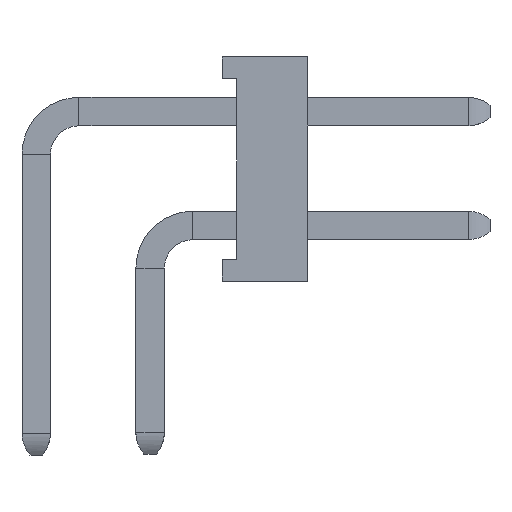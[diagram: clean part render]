
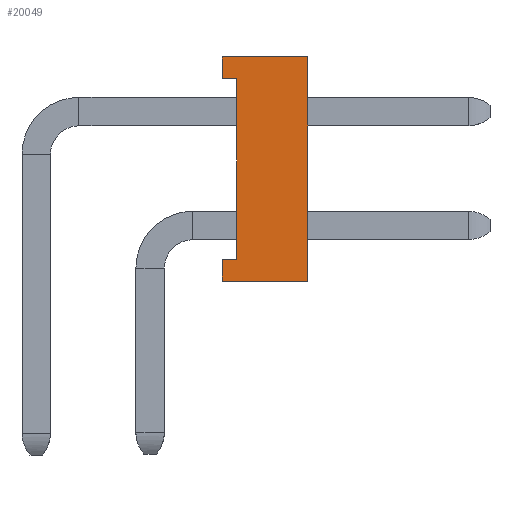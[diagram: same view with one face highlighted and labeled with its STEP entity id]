
A CAD part, front view. The second image highlights one B-rep face of the part: STEP entity #20049.
In plain terms, the highlighted face is planar.
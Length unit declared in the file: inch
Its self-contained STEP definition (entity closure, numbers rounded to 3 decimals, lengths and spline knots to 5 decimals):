
#2208=DIRECTION('',(0.,0.,-1.));
#2209=VECTOR('',#2208,0.125);
#2210=CARTESIAN_POINT('',(-0.66929,-0.0245,0.0625));
#2211=LINE('',#2210,#2209);
#2271=DIRECTION('',(0.,0.,-1.));
#2272=VECTOR('',#2271,0.155);
#2273=CARTESIAN_POINT('',(-0.66929,0.0245,0.0775));
#2274=LINE('',#2273,#2272);
#2278=DIRECTION('',(0.,1.,0.));
#2279=VECTOR('',#2278,0.059);
#2280=CARTESIAN_POINT('',(-0.66929,-0.0345,0.0775));
#2281=LINE('',#2280,#2279);
#2285=DIRECTION('',(0.,0.,1.));
#2286=VECTOR('',#2285,0.015);
#2287=CARTESIAN_POINT('',(-0.66929,-0.0345,0.0625));
#2288=LINE('',#2287,#2286);
#2292=DIRECTION('',(0.,-1.,0.));
#2293=VECTOR('',#2292,0.01);
#2294=CARTESIAN_POINT('',(-0.66929,-0.0245,0.0625));
#2295=LINE('',#2294,#2293);
#2299=DIRECTION('',(0.,1.,0.));
#2300=VECTOR('',#2299,0.059);
#2301=CARTESIAN_POINT('',(-0.66929,-0.0345,-0.0775));
#2302=LINE('',#2301,#2300);
#17076=DIRECTION('',(0.,0.,-1.));
#17077=VECTOR('',#17076,0.015);
#17078=CARTESIAN_POINT('',(-0.66929,-0.0345,-0.0625));
#17079=LINE('',#17078,#17077);
#17097=DIRECTION('',(0.,-1.,0.));
#17098=VECTOR('',#17097,0.01);
#17099=CARTESIAN_POINT('',(-0.66929,-0.0245,-0.0625));
#17100=LINE('',#17099,#17098);
#17522=CARTESIAN_POINT('',(-0.66929,-0.0345,-0.0775));
#17523=CARTESIAN_POINT('',(-0.66929,0.0245,-0.0775));
#17524=VERTEX_POINT('',#17522);
#17525=VERTEX_POINT('',#17523);
#18624=CARTESIAN_POINT('',(-0.66929,-0.0345,-0.0625));
#18626=VERTEX_POINT('',#18624);
#18818=CARTESIAN_POINT('',(-0.66929,-0.0245,-0.0625));
#18819=VERTEX_POINT('',#18818);
#18960=CARTESIAN_POINT('',(-0.66929,-0.0245,0.0625));
#18961=CARTESIAN_POINT('',(-0.66929,-0.0345,0.0625));
#18962=VERTEX_POINT('',#18960);
#18963=VERTEX_POINT('',#18961);
#19461=CARTESIAN_POINT('',(-0.66929,-0.0345,0.0775));
#19463=VERTEX_POINT('',#19461);
#19584=CARTESIAN_POINT('',(-0.66929,0.0245,0.0775));
#19585=VERTEX_POINT('',#19584);
#20028=CARTESIAN_POINT('',(-0.66929,0.0245,-0.0775));
#20029=DIRECTION('',(1.,0.,0.));
#20030=DIRECTION('',(0.,0.,-1.));
#20031=AXIS2_PLACEMENT_3D('',#20028,#20029,#20030);
#20032=PLANE('',#20031);
#20034=ORIENTED_EDGE('',*,*,#20033,.T.);
#20036=ORIENTED_EDGE('',*,*,#20035,.F.);
#20038=ORIENTED_EDGE('',*,*,#20037,.F.);
#20040=ORIENTED_EDGE('',*,*,#20039,.F.);
#20041=ORIENTED_EDGE('',*,*,#20020,.F.);
#20042=ORIENTED_EDGE('',*,*,#19976,.T.);
#20044=ORIENTED_EDGE('',*,*,#20043,.T.);
#20046=ORIENTED_EDGE('',*,*,#20045,.T.);
#20047=EDGE_LOOP('',(#20034,#20036,#20038,#20040,#20041,#20042,#20044,#20046));
#20048=FACE_OUTER_BOUND('',#20047,.F.);
#20049=ADVANCED_FACE('',(#20048),#20032,.F.);
#19976=EDGE_CURVE('',#18962,#18819,#2211,.T.);
#20020=EDGE_CURVE('',#18962,#18963,#2295,.T.);
#20033=EDGE_CURVE('',#17524,#17525,#2302,.T.);
#20035=EDGE_CURVE('',#19585,#17525,#2274,.T.);
#20037=EDGE_CURVE('',#19463,#19585,#2281,.T.);
#20039=EDGE_CURVE('',#18963,#19463,#2288,.T.);
#20043=EDGE_CURVE('',#18819,#18626,#17100,.T.);
#20045=EDGE_CURVE('',#18626,#17524,#17079,.T.);
